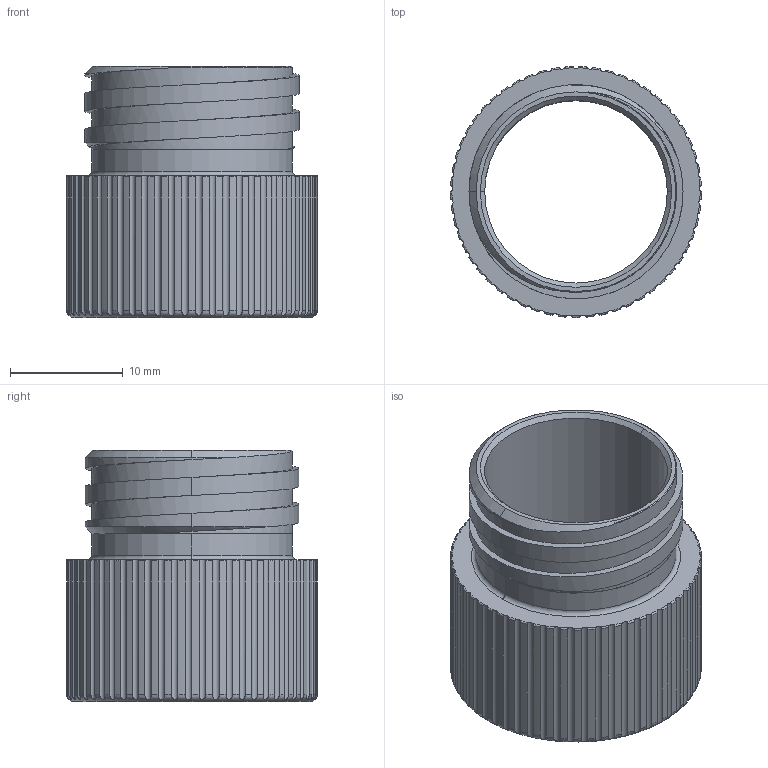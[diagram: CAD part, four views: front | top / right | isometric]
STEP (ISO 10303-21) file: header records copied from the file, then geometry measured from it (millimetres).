
FILE_DESCRIPTION (( 'STEP AP214' ), '1' );
FILE_NAME ('300-00-059.STEP', '2020-11-11T14:48:56', ( '' ), ( '' ), 'SwSTEP 2.0', 'SolidWorks 2020', '' );
FILE_SCHEMA (( 'AUTOMOTIVE_DESIGN' ));
Length unit declared in the file: inch
Products named in the file (1): 300-00-059
Bounding box: 22.23 x 22.22 x 22.23 mm (x, y, z)
Volume: 2720.5 mm3; surface area: 3172.9 mm2
Topology: 1 solids, 1 shells, 229 faces, 661 edges, 437 vertices
Faces by surface type: cylinder 150, torus 62, cone 9, plane 5, bspline 3
Entity records: 9570 total; most frequent: CARTESIAN_POINT 3645, ORIENTED_EDGE 1322, DIRECTION 1172, EDGE_CURVE 661, AXIS2_PLACEMENT_3D 507, VERTEX_POINT 437, CIRCLE 280, EDGE_LOOP 234
